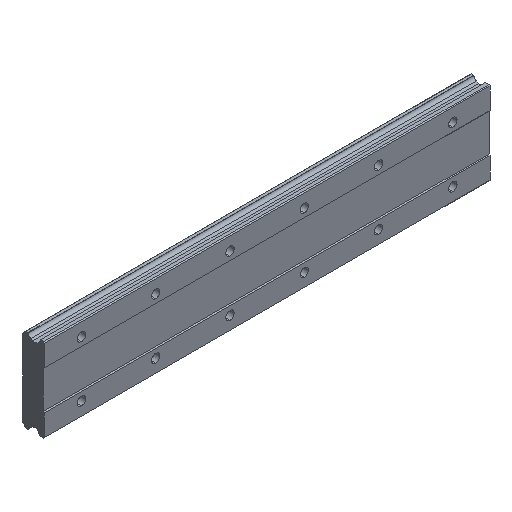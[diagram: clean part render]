
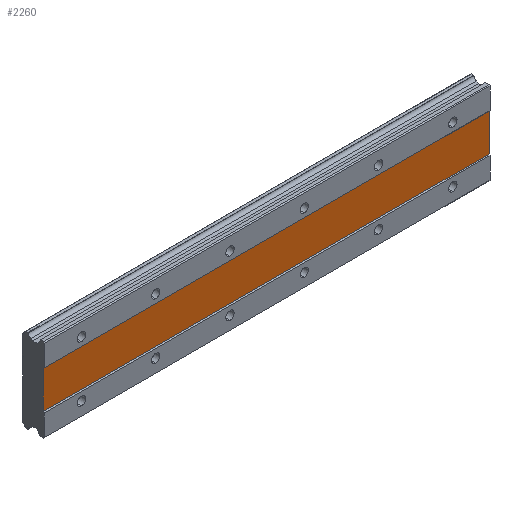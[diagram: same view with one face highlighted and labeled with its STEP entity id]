
A CAD part, isometric view. The second image highlights one B-rep face of the part: STEP entity #2260.
In plain terms, the highlighted planar face has unit normal (0, -1, 0).
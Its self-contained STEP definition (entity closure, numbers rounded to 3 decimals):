
#110 = CARTESIAN_POINT ( 'NONE',  ( 440., 1., -20. ) ) ;
#144 = CARTESIAN_POINT ( 'NONE',  ( -40., 1., 20. ) ) ;
#156 = PLANE ( 'NONE',  #2434 ) ;
#273 = EDGE_CURVE ( 'NONE', #2651, #1464, #2063, .T. ) ;
#330 = VECTOR ( 'NONE', #1969, 1000. ) ;
#344 = ORIENTED_EDGE ( 'NONE', *, *, #2160, .F. ) ;
#493 = CARTESIAN_POINT ( 'NONE',  ( 440., 1., 20. ) ) ;
#610 = DIRECTION ( 'NONE',  ( -1., 0., 0. ) ) ;
#679 = DIRECTION ( 'NONE',  ( 1., 0., 0. ) ) ;
#797 = LINE ( 'NONE', #1027, #330 ) ;
#841 = EDGE_CURVE ( 'NONE', #1464, #1558, #941, .T. ) ;
#902 = CARTESIAN_POINT ( 'NONE',  ( 440., 1., 20. ) ) ;
#936 = VERTEX_POINT ( 'NONE', #2876 ) ;
#941 = LINE ( 'NONE', #493, #1245 ) ;
#1027 = CARTESIAN_POINT ( 'NONE',  ( -40., 1., 20. ) ) ;
#1081 = CARTESIAN_POINT ( 'NONE',  ( 440., 1., 20. ) ) ;
#1177 = DIRECTION ( 'NONE',  ( 0., 0., -1. ) ) ;
#1245 = VECTOR ( 'NONE', #1177, 1000. ) ;
#1395 = CARTESIAN_POINT ( 'NONE',  ( 440., 1., 20. ) ) ;
#1464 = VERTEX_POINT ( 'NONE', #902 ) ;
#1513 = EDGE_LOOP ( 'NONE', ( #344, #2981, #2642, #1517 ) ) ;
#1517 = ORIENTED_EDGE ( 'NONE', *, *, #2499, .F. ) ;
#1555 = VECTOR ( 'NONE', #610, 1000. ) ;
#1558 = VERTEX_POINT ( 'NONE', #2980 ) ;
#1763 = LINE ( 'NONE', #110, #1555 ) ;
#1969 = DIRECTION ( 'NONE',  ( 0., 0., 1. ) ) ;
#2023 = DIRECTION ( 'NONE',  ( 0., 1., 0. ) ) ;
#2063 = LINE ( 'NONE', #1395, #2758 ) ;
#2160 = EDGE_CURVE ( 'NONE', #1558, #936, #1763, .T. ) ;
#2255 = FACE_OUTER_BOUND ( 'NONE', #1513, .T. ) ;
#2260 = ADVANCED_FACE ( 'NONE', ( #2255 ), #156, .F. ) ;
#2434 = AXIS2_PLACEMENT_3D ( 'NONE', #1081, #2023, #2953 ) ;
#2499 = EDGE_CURVE ( 'NONE', #936, #2651, #797, .T. ) ;
#2642 = ORIENTED_EDGE ( 'NONE', *, *, #273, .F. ) ;
#2651 = VERTEX_POINT ( 'NONE', #144 ) ;
#2758 = VECTOR ( 'NONE', #679, 1000. ) ;
#2876 = CARTESIAN_POINT ( 'NONE',  ( -40., 1., -20. ) ) ;
#2953 = DIRECTION ( 'NONE',  ( 0., 0., 1. ) ) ;
#2980 = CARTESIAN_POINT ( 'NONE',  ( 440., 1., -20. ) ) ;
#2981 = ORIENTED_EDGE ( 'NONE', *, *, #841, .F. ) ;
